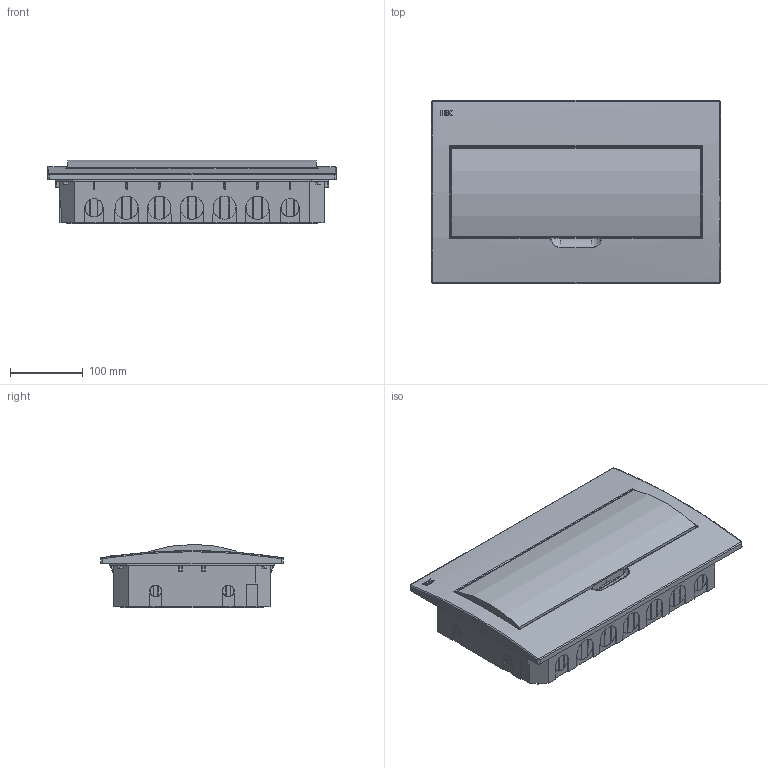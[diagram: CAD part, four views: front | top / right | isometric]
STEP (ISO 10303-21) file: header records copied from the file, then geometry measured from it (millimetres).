
FILE_DESCRIPTION (( 'STEP AP203' ), '1' );
FILE_NAME ('MKP12-V-18-40-10 Áîêñ ÙÐÂ-Ï-18 ìîäóëåé âñòð.ïëàñòèê IP41.STEP', '2016-08-11T11:54:56', ( '' ), ( '' ), 'SwSTEP 2.0', 'SolidWorks 2014', '' );
FILE_SCHEMA (( 'CONFIG_CONTROL_DESIGN' ));
Length unit declared in the file: millimetre
Products named in the file (2): MKP12-V-18-40-10 Áîêñ ÙÐÂ-Ï-18 ìîäóëåé âñòð.ïëàñòèê IP41
Bounding box: 398 x 252 x 87.09 mm (x, y, z)
Volume: 686674.4 mm3; surface area: 728173.3 mm2
Topology: 15 solids, 15 shells, 2577 faces, 7013 edges, 4538 vertices
Faces by surface type: plane 1547, bspline 494, cylinder 350, cone 137, sphere 27, torus 22
Entity records: 97415 total; most frequent: CARTESIAN_POINT 37412, ORIENTED_EDGE 13986, DIRECTION 10132, EDGE_CURVE 6993, VERTEX_POINT 4538, VECTOR 4490, LINE 4490, AXIS2_PLACEMENT_3D 2821
